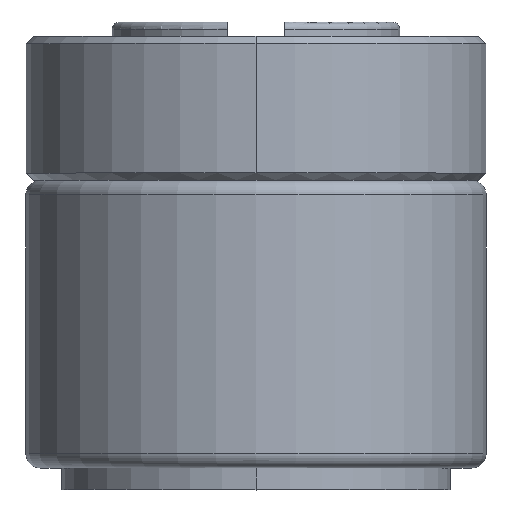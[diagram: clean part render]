
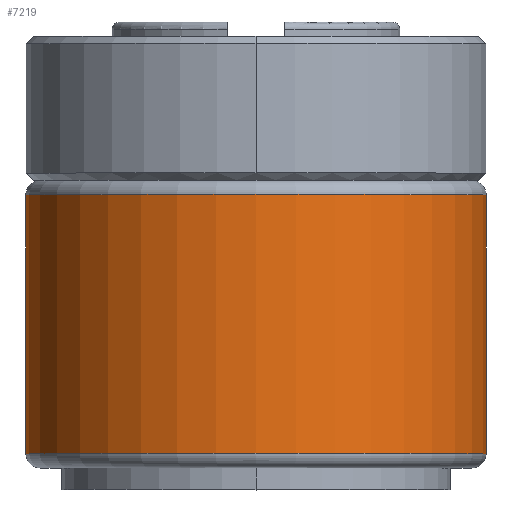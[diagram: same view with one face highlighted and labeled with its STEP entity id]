
A CAD part, top view. The second image highlights one B-rep face of the part: STEP entity #7219.
In plain terms, the highlighted cylindrical face has radius 16 mm (diameter 32 mm), a partial arc.
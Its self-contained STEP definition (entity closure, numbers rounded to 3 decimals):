
#34 = EDGE_CURVE ( 'NONE', #4711, #8277, #440, .T. ) ;
#440 = LINE ( 'NONE', #8351, #563 ) ;
#563 = VECTOR ( 'NONE', #3285, 1000. ) ;
#679 = CARTESIAN_POINT ( 'NONE',  ( 0., 19., 0. ) ) ;
#971 = EDGE_CURVE ( 'NONE', #4075, #4711, #9084, .T. ) ;
#987 = CARTESIAN_POINT ( 'NONE',  ( 0., 1., 16. ) ) ;
#1033 = DIRECTION ( 'NONE',  ( 0., -1., 0. ) ) ;
#1305 = CARTESIAN_POINT ( 'NONE',  ( 0., 20., 0. ) ) ;
#2082 = AXIS2_PLACEMENT_3D ( 'NONE', #6324, #9081, #4323 ) ;
#2541 = AXIS2_PLACEMENT_3D ( 'NONE', #679, #5467, #9187 ) ;
#3285 = DIRECTION ( 'NONE',  ( 0., -1., 0. ) ) ;
#3903 = LINE ( 'NONE', #5328, #4474 ) ;
#3997 = DIRECTION ( 'NONE',  ( 0., -1., 0. ) ) ;
#4075 = VERTEX_POINT ( 'NONE', #5168 ) ;
#4166 = EDGE_CURVE ( 'NONE', #8277, #9124, #8031, .T. ) ;
#4252 = AXIS2_PLACEMENT_3D ( 'NONE', #1305, #1033, #6967 ) ;
#4312 = CARTESIAN_POINT ( 'NONE',  ( 0., 19., 16. ) ) ;
#4323 = DIRECTION ( 'NONE',  ( 0., 0., 1. ) ) ;
#4434 = ORIENTED_EDGE ( 'NONE', *, *, #9010, .F. ) ;
#4474 = VECTOR ( 'NONE', #3997, 1000. ) ;
#4711 = VERTEX_POINT ( 'NONE', #4312 ) ;
#5147 = ORIENTED_EDGE ( 'NONE', *, *, #4166, .T. ) ;
#5168 = CARTESIAN_POINT ( 'NONE',  ( 0., 19., -16. ) ) ;
#5328 = CARTESIAN_POINT ( 'NONE',  ( 0., 20., -16. ) ) ;
#5467 = DIRECTION ( 'NONE',  ( 0., -1., 0. ) ) ;
#6173 = CARTESIAN_POINT ( 'NONE',  ( 0., 1., -16. ) ) ;
#6324 = CARTESIAN_POINT ( 'NONE',  ( 0., 1., 0. ) ) ;
#6515 = EDGE_LOOP ( 'NONE', ( #8961, #7556, #5147, #4434 ) ) ;
#6967 = DIRECTION ( 'NONE',  ( 0., 0., -1. ) ) ;
#7219 = ADVANCED_FACE ( 'NONE', ( #8840 ), #8149, .T. ) ;
#7556 = ORIENTED_EDGE ( 'NONE', *, *, #34, .T. ) ;
#8031 = CIRCLE ( 'NONE', #2082, 16. ) ;
#8149 = CYLINDRICAL_SURFACE ( 'NONE', #4252, 16. ) ;
#8277 = VERTEX_POINT ( 'NONE', #987 ) ;
#8351 = CARTESIAN_POINT ( 'NONE',  ( 0., 20., 16. ) ) ;
#8840 = FACE_OUTER_BOUND ( 'NONE', #6515, .T. ) ;
#8961 = ORIENTED_EDGE ( 'NONE', *, *, #971, .T. ) ;
#9010 = EDGE_CURVE ( 'NONE', #4075, #9124, #3903, .T. ) ;
#9081 = DIRECTION ( 'NONE',  ( 0., 1., 0. ) ) ;
#9084 = CIRCLE ( 'NONE', #2541, 16. ) ;
#9124 = VERTEX_POINT ( 'NONE', #6173 ) ;
#9187 = DIRECTION ( 'NONE',  ( 0., 0., 1. ) ) ;
